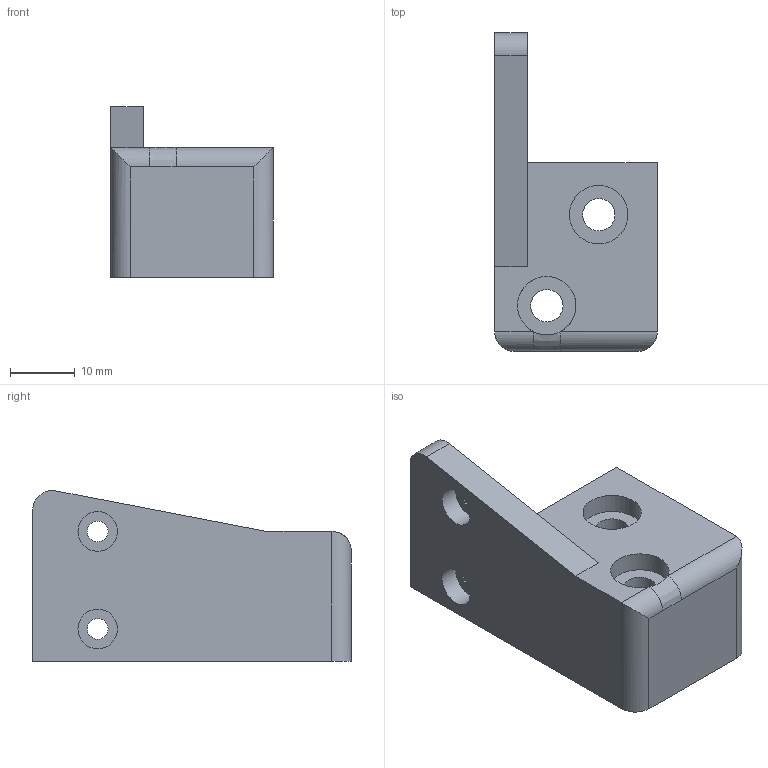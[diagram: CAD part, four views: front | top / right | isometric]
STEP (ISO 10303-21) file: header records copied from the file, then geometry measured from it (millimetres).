
FILE_DESCRIPTION(('FreeCAD Model'),'2;1');
FILE_NAME('Open CASCADE Shape Model','2025-08-23T09:43:04',(''),(''), 'Open CASCADE STEP processor 7.9','FreeCAD','Unknown');
FILE_SCHEMA(('AUTOMOTIVE_DESIGN { 1 0 10303 214 1 1 1 1 }'));
Length unit declared in the file: millimetre
Products named in the file (1): DShearRearRight
Bounding box: 25 x 49 x 26.29 mm (x, y, z)
Volume: 15731.3 mm3; surface area: 5539.5 mm2
Topology: 1 solids, 1 shells, 27 faces, 62 edges, 40 vertices
Faces by surface type: plane 13, cylinder 13, bspline 1
Full cylindrical faces by diameter (mm): 3.2 x2, 5 x2, 6.1 x2, 9 x2
Entity records: 837 total; most frequent: CARTESIAN_POINT 174, DIRECTION 137, ORIENTED_EDGE 124, EDGE_CURVE 62, AXIS2_PLACEMENT_3D 51, VERTEX_POINT 40, FACE_BOUND 38, EDGE_LOOP 38
